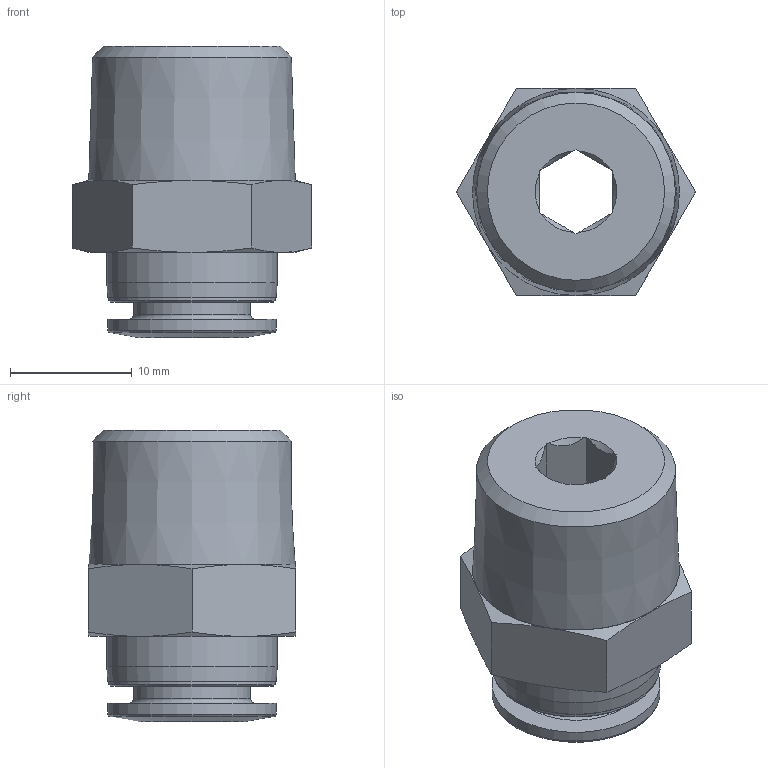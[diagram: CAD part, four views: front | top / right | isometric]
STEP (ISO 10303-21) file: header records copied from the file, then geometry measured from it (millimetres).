
FILE_DESCRIPTION(/* description */ ('STEP AP214'),/* implementation_level */ '2;1');
FILE_NAME(/* name */ '533223_QB-3_8-5_16-U-M',/* time_stamp */ '2024-09-14T01:34:43+02:00',/* author */ ('License CC BY-ND 4.0'),/* organization */ ('CADENAS'),/* preprocessor_version */ 'ST-DEVELOPER v19.3',/* originating_system */ 'PARTsolutions',/* authorisation */ ' ');
FILE_SCHEMA (('AUTOMOTIVE_DESIGN {1 0 10303 214 3 1 1}'));
Length unit declared in the file: millimetre
Products named in the file (1): 533223 QB-3/8-5/16-U-M
Bounding box: 19.63 x 17 x 23.9 mm (x, y, z)
Volume: 3622.3 mm3; surface area: 2294.6 mm2
Topology: 1 solids, 1 shells, 50 faces, 111 edges, 68 vertices
Faces by surface type: cone 23, plane 19, cylinder 5, torus 3
Full cylindrical faces by diameter (mm): 8.2 x1, 9.6 x1, 13.7 x1, 13.8 x1, 14 x1
Entity records: 1701 total; most frequent: CARTESIAN_POINT 311, DIRECTION 204, ORIENTED_EDGE 192, EDGE_CURVE 96, AXIS2_PLACEMENT_3D 87, EDGE_LOOP 70, FACE_BOUND 70, VERTEX_POINT 66
